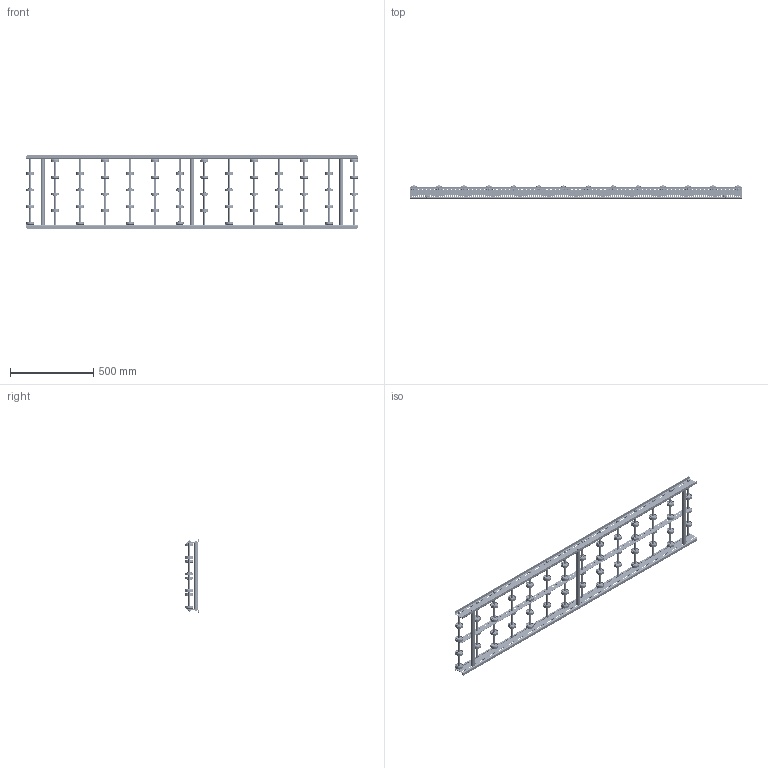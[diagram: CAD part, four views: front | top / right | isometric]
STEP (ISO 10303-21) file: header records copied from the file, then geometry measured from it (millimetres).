
FILE_DESCRIPTION (( 'STEP AP214' ), '1' );
FILE_NAME ('0052331.step', '2021-10-26T13:16:34', ( '' ), ( '' ), 'SwSTEP 2.0', 'SolidWorks 2020', '' );
FILE_SCHEMA (( 'AUTOMOTIVE_DESIGN' ));
Length unit declared in the file: millimetre
Products named in the file (10): Traversen_KFG_L400; 0052331; S106837_Gewindestange-M8-KFG_L420; S100100_Längstraverse-42x2,5_S100103_L„ngstraverse-RB-L2000; 0011532_2300-48-8; Hutmutter_DIN_1587_M8; Profil_LRB-20x70x20x2_KFG_S100202_U-PROFIL-20-70-20-2-LRB-L=2000; Röllchenachse-für-Konfiguration_EL400; 0046278_KB-ROHR-12X1,75mm_KFG_L75,5; S100994_Sperrzahnschraube_M08x16-8.8-A2K
Assembly tree (63 placements, depth 3):
  0052331
    Profil_LRB-20x70x20x2_KFG_S100202_U-PROFIL-20-70-20-2-LRB-L=2000  x2
    S100994_Sperrzahnschraube_M08x16-8.8-A2K  x6
    Traversen_KFG_L400  x3
    Röllchenachse-für-Konfiguration_EL400  x14
      S106837_Gewindestange-M8-KFG_L420
      0011532_2300-48-8
      0046278_KB-ROHR-12X1,75mm_KFG_L75,5
    S100100_Längstraverse-42x2,5_S100103_L„ngstraverse-RB-L2000
    Hutmutter_DIN_1587_M8  x28
Bounding box: 2000 x 79 x 440 mm (x, y, z)
Volume: 2729545 mm3; surface area: 2176710 mm2
Topology: 172 solids, 172 shells, 6930 faces, 15546 edges, 9432 vertices
Faces by surface type: cylinder 2882, torus 1816, plane 1148, cone 1056, bspline 28
Entity records: 36452 total; most frequent: DIRECTION 6713, CARTESIAN_POINT 6169, ORIENTED_EDGE 5652, AXIS2_PLACEMENT_3D 2894, EDGE_CURVE 2826, VERTEX_POINT 1854, EDGE_LOOP 1824, CIRCLE 1821
